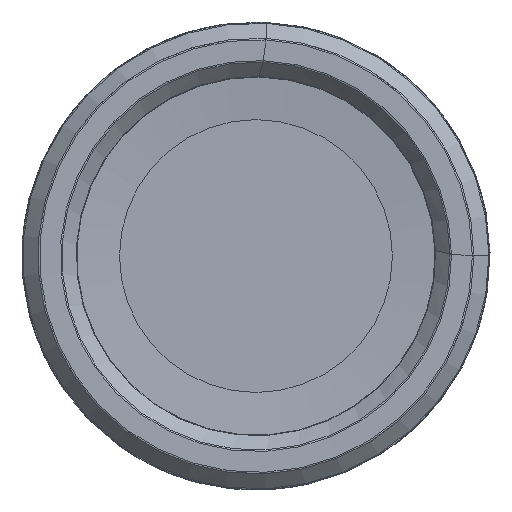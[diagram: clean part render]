
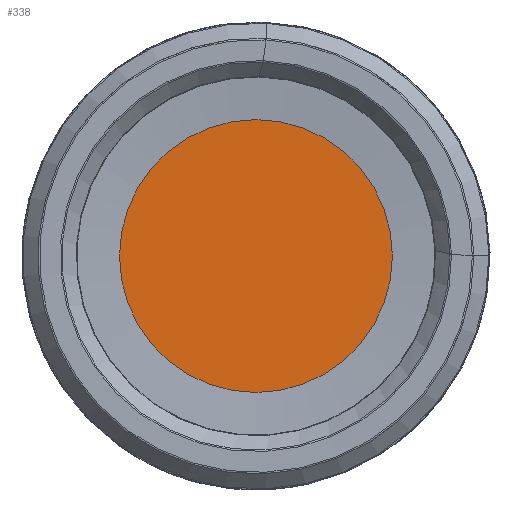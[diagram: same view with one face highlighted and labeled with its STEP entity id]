
A CAD part, left-side view. The second image highlights one B-rep face of the part: STEP entity #338.
In plain terms, the highlighted planar face has unit normal (-1, 0, 0).
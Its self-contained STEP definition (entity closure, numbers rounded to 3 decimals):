
#60=PLANE('',#914);
#338=ADVANCED_FACE('',(#413),#60,.F.);
#413=FACE_OUTER_BOUND('',#465,.T.);
#465=EDGE_LOOP('',(#631));
#631=ORIENTED_EDGE('',*,*,#775,.T.);
#692=VERTEX_POINT('',#1826);
#775=EDGE_CURVE('',#692,#692,#842,.T.);
#842=CIRCLE('',#912,50.239);
#912=AXIS2_PLACEMENT_3D('',#1825,#1075,#1076);
#914=AXIS2_PLACEMENT_3D('',#1828,#1079,#1080);
#1075=DIRECTION('',(-1.,0.,0.));
#1076=DIRECTION('',(0.,0.,1.));
#1079=DIRECTION('',(1.,0.,0.));
#1080=DIRECTION('',(0.,0.,-1.));
#1825=CARTESIAN_POINT('',(7.565,0.,0.));
#1826=CARTESIAN_POINT('',(7.565,0.,50.239));
#1828=CARTESIAN_POINT('',(7.565,50.239,0.));
